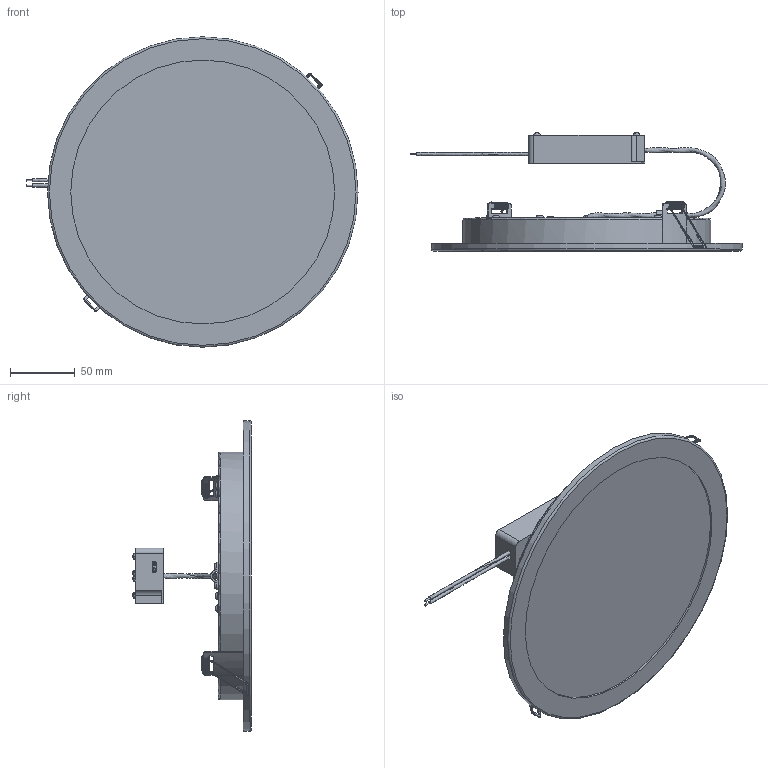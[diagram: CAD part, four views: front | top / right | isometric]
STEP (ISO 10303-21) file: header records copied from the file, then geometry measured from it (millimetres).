
FILE_DESCRIPTION (( 'STEP AP203' ), '1' );
FILE_NAME ('LDVO0-1608-1-18-K23 Ñâåòèëüíèê ÄÂÎ 1608 ñåðåáðî êðóã LED 18Âò 4000 IP20.STEP', '2017-08-16T11:37:25', ( '' ), ( '' ), 'SwSTEP 2.0', 'SolidWorks 2014', '' );
FILE_SCHEMA (( 'CONFIG_CONTROL_DESIGN' ));
Length unit declared in the file: millimetre
Products named in the file (1): LDVO0-1608-1-18-K23 Ñâåòèëüíèê ÄÂÎ 1608 ñåðåáðî êðóã LED 18Âò 4000 IP20
Bounding box: 256.59 x 91.5 x 240 mm (x, y, z)
Volume: 756906.4 mm3; surface area: 145349 mm2
Topology: 1 solids, 1 shells, 371 faces, 956 edges, 597 vertices
Faces by surface type: plane 168, cylinder 130, torus 38, sphere 20, bspline 15
Full cylindrical faces by diameter (mm): 1.5 x2, 2 x8, 5 x1, 5.5 x5, 204 x1, 225 x1, 237.4 x1, 240 x1
Entity records: 20693 total; most frequent: CARTESIAN_POINT 12036, DIRECTION 1782, ORIENTED_EDGE 1754, EDGE_CURVE 877, AXIS2_PLACEMENT_3D 676, VERTEX_POINT 572, EDGE_LOOP 447, LINE 430
